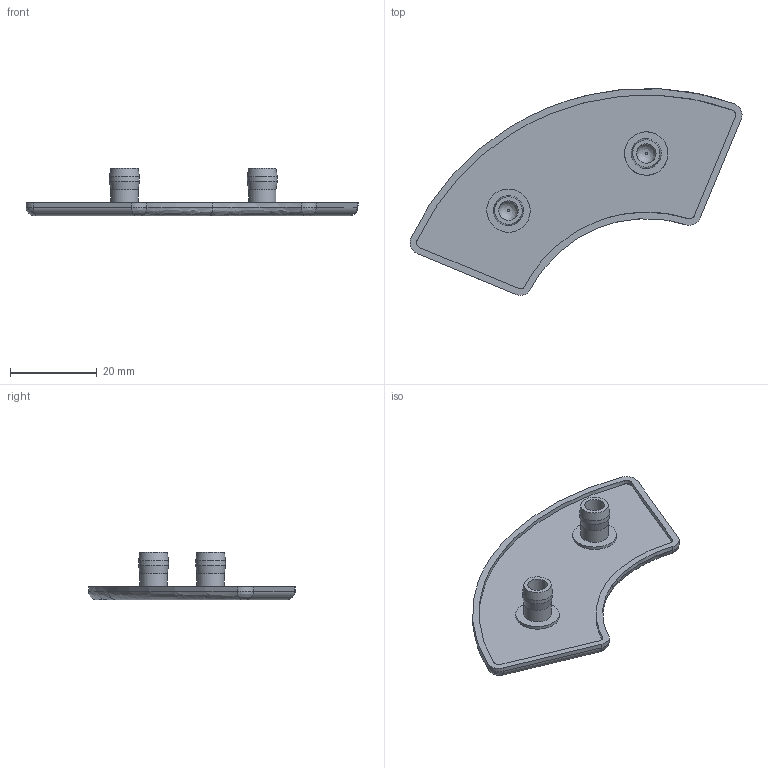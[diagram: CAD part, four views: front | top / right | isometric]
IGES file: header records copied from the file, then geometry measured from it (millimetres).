
Global section: file name: SZ0095S-A; native system: Autodesk Inventor 2015; preprocessor: unknown; author: Behrens; date: 20151124.151103; units: millimetre
Bounding box: 76.51 x 47.61 x 11 mm (x, y, z)
Volume: 4771.3 mm3; surface area: 5410.7 mm2
Topology: 1 solids, 1 shells, 53 faces, 135 edges, 91 vertices
Faces by surface type: bspline 53
